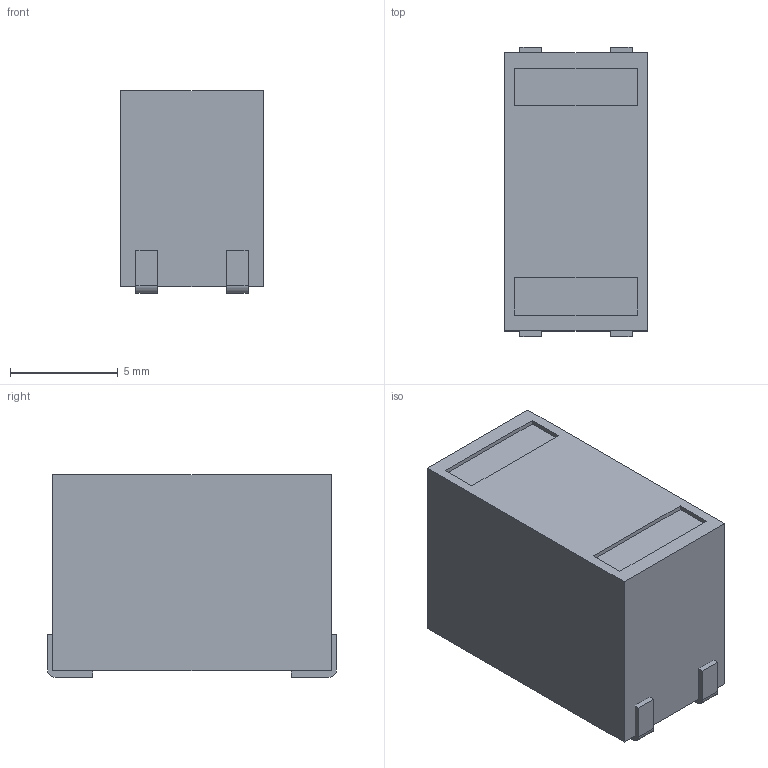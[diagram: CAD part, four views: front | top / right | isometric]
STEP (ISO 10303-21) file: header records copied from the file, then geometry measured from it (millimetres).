
FILE_DESCRIPTION (( 'STEP AP214' ), '1' );
FILE_NAME ('User Library-Murata_PLT10H.STEP', '2020-06-12T08:55:11', ( '' ), ( '' ), 'SwSTEP 2.0', 'SolidWorks 2019', '' );
FILE_SCHEMA (( 'AUTOMOTIVE_DESIGN' ));
Length unit declared in the file: millimetre
Products named in the file (1): User Library-Murata_PLT10H
Bounding box: 6.6 x 13.4 x 9.4 mm (x, y, z)
Volume: 775.3 mm3; surface area: 572.1 mm2
Topology: 5 solids, 5 shells, 56 faces, 132 edges, 88 vertices
Faces by surface type: plane 48, cylinder 8
Entity records: 1662 total; most frequent: CARTESIAN_POINT 277, ORIENTED_EDGE 264, DIRECTION 262, EDGE_CURVE 132, VECTOR 116, LINE 116, VERTEX_POINT 88, AXIS2_PLACEMENT_3D 73
